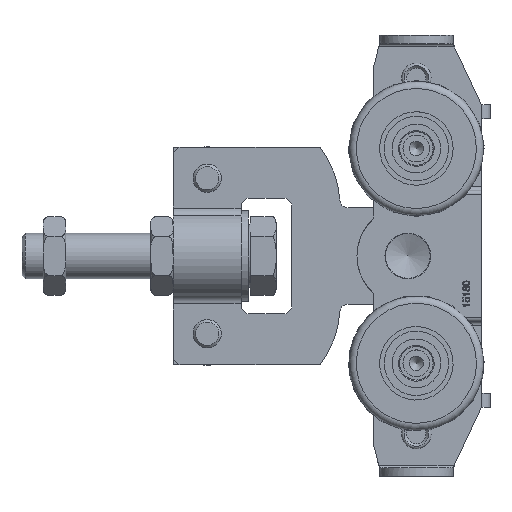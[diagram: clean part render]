
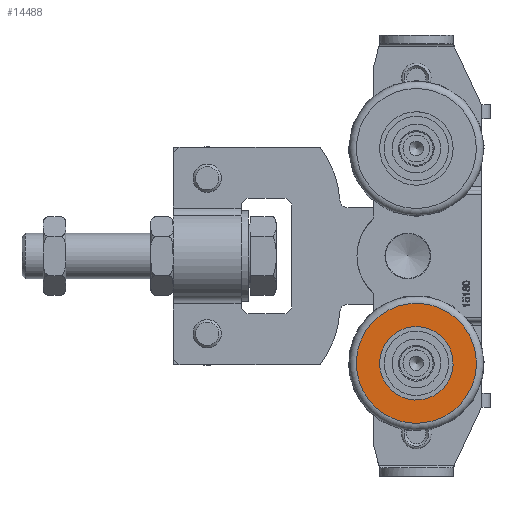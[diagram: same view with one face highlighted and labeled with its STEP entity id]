
A CAD part, top view. The second image highlights one B-rep face of the part: STEP entity #14488.
In plain terms, the highlighted planar face has unit normal (0, 0, 1).
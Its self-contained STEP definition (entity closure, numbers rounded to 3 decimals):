
#2262=PLANE('',#15693);
#2848=FACE_BOUND('',#4578,.T.);
#3544=FACE_OUTER_BOUND('',#4577,.T.);
#4577=EDGE_LOOP('',(#11445));
#4578=EDGE_LOOP('',(#11446));
#5428=CIRCLE('',#15692,13.);
#5429=CIRCLE('',#15694,21.226);
#6656=VERTEX_POINT('',#24220);
#6657=VERTEX_POINT('',#24223);
#8338=EDGE_CURVE('',#6656,#6656,#5428,.T.);
#8339=EDGE_CURVE('',#6657,#6657,#5429,.T.);
#11445=ORIENTED_EDGE('',*,*,#8339,.F.);
#11446=ORIENTED_EDGE('',*,*,#8338,.T.);
#14488=ADVANCED_FACE('',(#3544,#2848),#2262,.T.);
#15692=AXIS2_PLACEMENT_3D('',#24221,#18576,#18577);
#15693=AXIS2_PLACEMENT_3D('',#24222,#18578,#18579);
#15694=AXIS2_PLACEMENT_3D('',#24224,#18580,#18581);
#18576=DIRECTION('center_axis',(0.,0.,
-1.));
#18577=DIRECTION('ref_axis',(0.84,-0.542,0.));
#18578=DIRECTION('center_axis',(0.,0.,
1.));
#18579=DIRECTION('ref_axis',(-0.542,-0.84,0.));
#18580=DIRECTION('center_axis',(0.,0.,
-1.));
#18581=DIRECTION('ref_axis',(0.84,-0.542,0.));
#24220=CARTESIAN_POINT('',(13.923,-45.05,21.5));
#24221=CARTESIAN_POINT('Origin',(3.,-38.,21.5));
#24222=CARTESIAN_POINT('Origin',(17.378,-47.28,21.5));
#24223=CARTESIAN_POINT('',(20.834,-49.511,21.5));
#24224=CARTESIAN_POINT('Origin',(3.,-38.,21.5));
